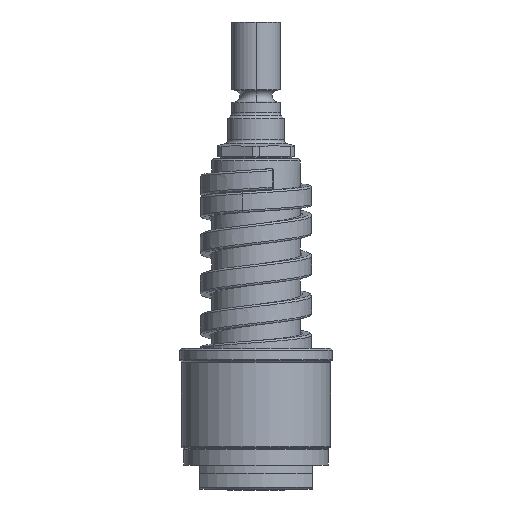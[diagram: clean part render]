
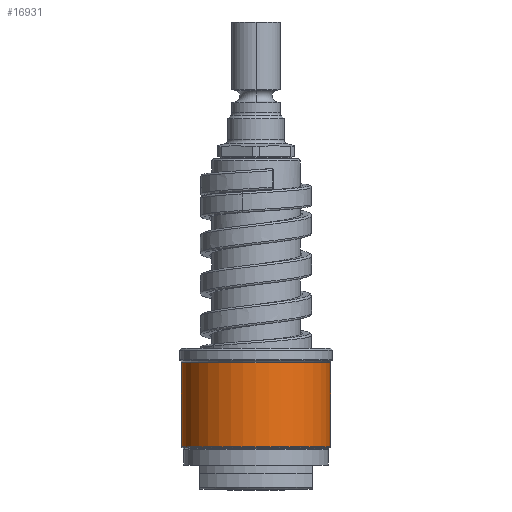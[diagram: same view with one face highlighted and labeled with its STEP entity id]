
A CAD part, front view. The second image highlights one B-rep face of the part: STEP entity #16931.
In plain terms, the highlighted cylindrical face has radius 18.5 mm (diameter 37 mm), a partial arc.
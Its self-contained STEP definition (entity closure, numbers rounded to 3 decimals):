
#6242=CARTESIAN_POINT('',(0.,0.,10.583));
#6243=DIRECTION('',(0.,0.,1.));
#6244=DIRECTION('',(-1.,0.,0.));
#6245=AXIS2_PLACEMENT_3D('',#6242,#6243,#6244);
#6247=DIRECTION('',(0.,0.,-1.));
#6248=VECTOR('',#6247,20.834);
#6249=CARTESIAN_POINT('',(-18.5,0.,31.417));
#6250=LINE('',#6249,#6248);
#6251=CARTESIAN_POINT('',(0.,0.,31.417));
#6252=DIRECTION('',(0.,0.,1.));
#6253=DIRECTION('',(-1.,0.,0.));
#6254=AXIS2_PLACEMENT_3D('',#6251,#6252,#6253);
#6256=DIRECTION('',(0.,0.,-1.));
#6257=VECTOR('',#6256,20.834);
#6258=CARTESIAN_POINT('',(18.5,0.,31.417));
#6259=LINE('',#6258,#6257);
#6594=CARTESIAN_POINT('',(18.5,0.,31.417));
#6595=CARTESIAN_POINT('',(-18.5,0.,31.417));
#6596=VERTEX_POINT('',#6594);
#6597=VERTEX_POINT('',#6595);
#6620=CARTESIAN_POINT('',(18.5,0.,10.583));
#6621=VERTEX_POINT('',#6620);
#6622=CARTESIAN_POINT('',(-18.5,0.,10.583));
#6623=VERTEX_POINT('',#6622);
#16919=CARTESIAN_POINT('',(0.,0.,8.75));
#16920=DIRECTION('',(0.,0.,1.));
#16921=DIRECTION('',(-1.,0.,0.));
#16922=AXIS2_PLACEMENT_3D('',#16919,#16920,#16921);
#16923=CYLINDRICAL_SURFACE('',#16922,18.5);
#16924=ORIENTED_EDGE('',*,*,#14450,.F.);
#16925=ORIENTED_EDGE('',*,*,#14431,.F.);
#16927=ORIENTED_EDGE('',*,*,#16926,.T.);
#16928=ORIENTED_EDGE('',*,*,#14427,.T.);
#16929=EDGE_LOOP('',(#16924,#16925,#16927,#16928));
#16930=FACE_OUTER_BOUND('',#16929,.F.);
#6246=CIRCLE('',#6245,18.5);
#6255=CIRCLE('',#6254,18.5);
#14427=EDGE_CURVE('',#6596,#6621,#6259,.T.);
#14431=EDGE_CURVE('',#6597,#6623,#6250,.T.);
#14450=EDGE_CURVE('',#6623,#6621,#6246,.T.);
#16926=EDGE_CURVE('',#6597,#6596,#6255,.T.);
#16931=ADVANCED_FACE('',(#16930),#16923,.T.);
